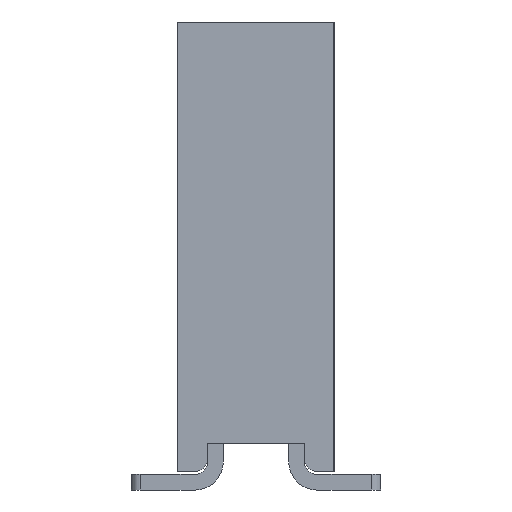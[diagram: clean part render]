
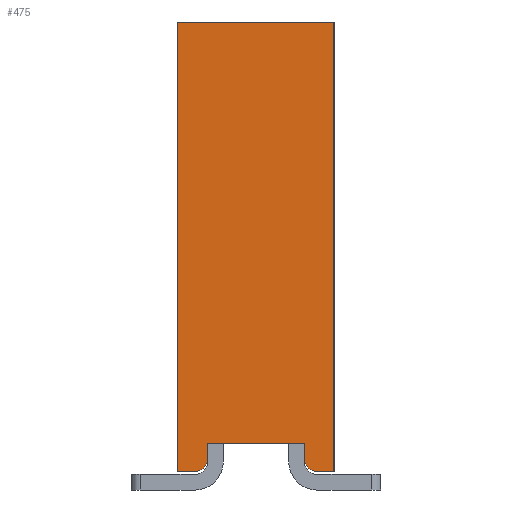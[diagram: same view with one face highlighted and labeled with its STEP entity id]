
A CAD part, left-side view. The second image highlights one B-rep face of the part: STEP entity #475.
In plain terms, the highlighted planar face has unit normal (-1, 0, 0).
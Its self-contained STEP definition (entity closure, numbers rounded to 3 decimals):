
#144=CIRCLE('',#12834,0.2);
#145=CIRCLE('',#12835,0.2);
#475=ADVANCED_FACE('',(#1685),#1135,.T.);
#1135=PLANE('',#12836);
#1685=FACE_OUTER_BOUND('',#2372,.T.);
#2372=EDGE_LOOP('',(#3548,#3549,#3550,#3551,#3552,#3553,#3554,#3555,#3556,
#3557));
#3548=ORIENTED_EDGE('',*,*,#8155,.T.);
#3549=ORIENTED_EDGE('',*,*,#8272,.T.);
#3550=ORIENTED_EDGE('',*,*,#8148,.T.);
#3551=ORIENTED_EDGE('',*,*,#8152,.F.);
#3552=ORIENTED_EDGE('',*,*,#8134,.F.);
#3553=ORIENTED_EDGE('',*,*,#8273,.T.);
#3554=ORIENTED_EDGE('',*,*,#8274,.T.);
#3555=ORIENTED_EDGE('',*,*,#8270,.T.);
#3556=ORIENTED_EDGE('',*,*,#8268,.T.);
#3557=ORIENTED_EDGE('',*,*,#8275,.F.);
#6931=VERTEX_POINT('',#17721);
#6932=VERTEX_POINT('',#17723);
#6940=VERTEX_POINT('',#17744);
#6943=VERTEX_POINT('',#17749);
#6948=VERTEX_POINT('',#17763);
#6949=VERTEX_POINT('',#17765);
#7059=VERTEX_POINT('',#17986);
#7061=VERTEX_POINT('',#17990);
#7063=VERTEX_POINT('',#17996);
#7064=VERTEX_POINT('',#18001);
#8134=EDGE_CURVE('',#6931,#6932,#9946,.T.);
#8148=EDGE_CURVE('',#6940,#6943,#9960,.T.);
#8152=EDGE_CURVE('',#6932,#6943,#9964,.T.);
#8155=EDGE_CURVE('',#6949,#6948,#9967,.T.);
#8268=EDGE_CURVE('',#7059,#7061,#10080,.T.);
#8270=EDGE_CURVE('',#7063,#7059,#10082,.T.);
#8272=EDGE_CURVE('',#6948,#6940,#144,.T.);
#8273=EDGE_CURVE('',#6931,#7064,#145,.T.);
#8274=EDGE_CURVE('',#7064,#7063,#10084,.T.);
#8275=EDGE_CURVE('',#6949,#7061,#10085,.T.);
#9946=LINE('',#17722,#11538);
#9960=LINE('',#17750,#11552);
#9964=LINE('',#17757,#11556);
#9967=LINE('',#17764,#11559);
#10080=LINE('',#17991,#11672);
#10082=LINE('',#17995,#11674);
#10084=LINE('',#18002,#11676);
#10085=LINE('',#18003,#11677);
#11538=VECTOR('',#14113,1.);
#11552=VECTOR('',#14131,1.);
#11556=VECTOR('',#14137,1.);
#11559=VECTOR('',#14142,1.);
#11672=VECTOR('',#14257,1.);
#11674=VECTOR('',#14261,1.);
#11676=VECTOR('',#14269,1.);
#11677=VECTOR('',#14270,1.);
#12834=AXIS2_PLACEMENT_3D('',#17999,#14265,#14266);
#12835=AXIS2_PLACEMENT_3D('',#18000,#14267,#14268);
#12836=AXIS2_PLACEMENT_3D('',#18004,#14271,#14272);
#14113=DIRECTION('',(0.,0.,1.));
#14131=DIRECTION('',(0.,0.,1.));
#14137=DIRECTION('',(0.,1.,0.));
#14142=DIRECTION('',(0.,-1.,0.));
#14257=DIRECTION('',(0.,1.,0.));
#14261=DIRECTION('',(0.,0.,1.));
#14265=DIRECTION('',(-1.,0.,0.));
#14266=DIRECTION('',(0.,0.,1.));
#14267=DIRECTION('',(-1.,0.,0.));
#14268=DIRECTION('',(0.,0.,1.));
#14269=DIRECTION('',(0.,-1.,0.));
#14270=DIRECTION('',(0.,0.,1.));
#14271=DIRECTION('',(-1.,0.,0.));
#14272=DIRECTION('',(0.,0.,1.));
#17721=CARTESIAN_POINT('',(0.,0.475,0.2));
#17722=CARTESIAN_POINT('',(0.,0.475,0.45));
#17723=CARTESIAN_POINT('',(0.,0.475,0.45));
#17744=CARTESIAN_POINT('',(0.,2.025,0.2));
#17749=CARTESIAN_POINT('',(0.,2.025,0.45));
#17750=CARTESIAN_POINT('',(0.,2.025,0.45));
#17757=CARTESIAN_POINT('',(0.,0.475,0.45));
#17763=CARTESIAN_POINT('',(0.,2.225,0.));
#17764=CARTESIAN_POINT('',(0.,1.25,0.));
#17765=CARTESIAN_POINT('',(0.,2.5,0.));
#17986=CARTESIAN_POINT('',(0.,0.,7.2));
#17990=CARTESIAN_POINT('',(0.,2.5,7.2));
#17991=CARTESIAN_POINT('',(0.,1.25,7.2));
#17995=CARTESIAN_POINT('',(0.,0.,0.));
#17996=CARTESIAN_POINT('',(0.,0.,0.));
#17999=CARTESIAN_POINT('',(0.,2.225,0.2));
#18000=CARTESIAN_POINT('',(0.,0.275,0.2));
#18001=CARTESIAN_POINT('',(0.,0.275,0.));
#18002=CARTESIAN_POINT('',(0.,1.25,0.));
#18003=CARTESIAN_POINT('',(0.,2.5,0.));
#18004=CARTESIAN_POINT('',(0.,1.25,0.));
